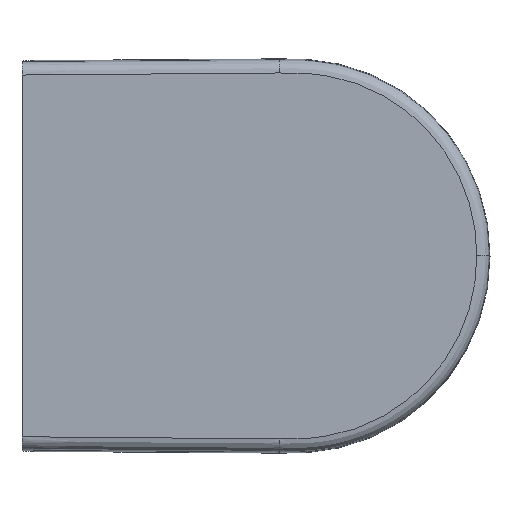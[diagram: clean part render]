
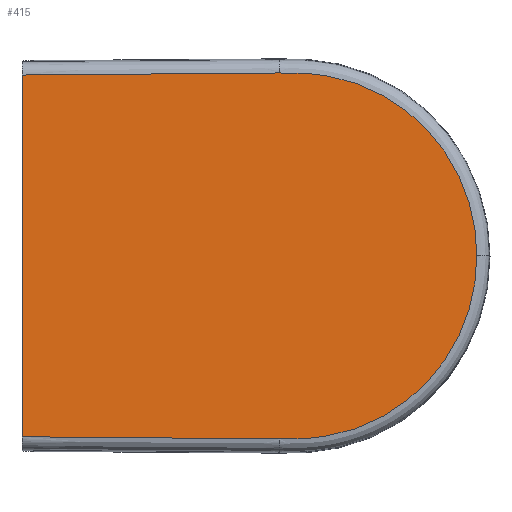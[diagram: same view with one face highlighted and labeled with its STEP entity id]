
A CAD part, top view. The second image highlights one B-rep face of the part: STEP entity #415.
In plain terms, the highlighted planar face has unit normal (0.049, 0, 0.999).
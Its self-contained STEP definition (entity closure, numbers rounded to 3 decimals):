
#415=ADVANCED_FACE('',(#727),#673,.F.);
#673=PLANE('',#4507);
#727=FACE_OUTER_BOUND('',#979,.T.);
#979=EDGE_LOOP('',(#1619,#1620,#1621,#1622,#1623));
#1249=LINE('',#5518,#1410);
#1410=VECTOR('',#4725,1.);
#1619=ORIENTED_EDGE('',*,*,#3423,.F.);
#1620=ORIENTED_EDGE('',*,*,#3433,.T.);
#1621=ORIENTED_EDGE('',*,*,#3434,.T.);
#1622=ORIENTED_EDGE('',*,*,#3435,.F.);
#1623=ORIENTED_EDGE('',*,*,#3436,.F.);
#2981=VERTEX_POINT('',#5517);
#2982=VERTEX_POINT('',#5519);
#2991=VERTEX_POINT('',#5562);
#2992=VERTEX_POINT('',#5589);
#2993=VERTEX_POINT('',#5616);
#3423=EDGE_CURVE('',#2981,#2982,#1249,.T.);
#3433=EDGE_CURVE('',#2981,#2991,#4109,.T.);
#3434=EDGE_CURVE('',#2991,#2992,#4110,.T.);
#3435=EDGE_CURVE('',#2993,#2992,#4111,.T.);
#3436=EDGE_CURVE('',#2982,#2993,#4112,.T.);
#4109=B_SPLINE_CURVE_WITH_KNOTS('',3,(#5549,#5550,#5551,#5552,#5553,#5554,
#5555,#5556,#5557,#5558,#5559,#5560,#5561),.UNSPECIFIED.,.F.,.F.,(4,3,3,
3,4),(0.,0.14,0.499,0.859,1.),
 .UNSPECIFIED.);
#4110=B_SPLINE_CURVE_WITH_KNOTS('',3,(#5563,#5564,#5565,#5566,#5567,#5568,
#5569,#5570,#5571,#5572,#5573,#5574,#5575,#5576,#5577,#5578,#5579,#5580,
#5581,#5582,#5583,#5584,#5585,#5586,#5587,#5588),.UNSPECIFIED.,.F.,.F.,
(4,2,2,2,2,2,2,2,2,2,2,2,4),(0.,0.062,0.125,0.25,0.313,0.375,
0.438,0.5,0.625,0.688,
0.75,0.875,1.),.UNSPECIFIED.);
#4111=B_SPLINE_CURVE_WITH_KNOTS('',3,(#5590,#5591,#5592,#5593,#5594,#5595,
#5596,#5597,#5598,#5599,#5600,#5601,#5602,#5603,#5604,#5605,#5606,#5607,
#5608,#5609,#5610,#5611,#5612,#5613,#5614,#5615),.UNSPECIFIED.,.F.,.F.,
(4,2,2,2,2,2,2,2,2,2,2,2,4),(0.,0.062,0.125,0.25,0.313,0.375,
0.438,0.5,0.625,0.688,
0.75,0.875,1.),.UNSPECIFIED.);
#4112=B_SPLINE_CURVE_WITH_KNOTS('',3,(#5617,#5618,#5619,#5620,#5621,#5622,
#5623,#5624,#5625,#5626,#5627,#5628,#5629),.UNSPECIFIED.,.F.,.F.,(4,3,3,
3,4),(0.,0.14,0.499,0.859,1.),
 .UNSPECIFIED.);
#4507=AXIS2_PLACEMENT_3D('',#5630,#4737,#4738);
#4725=DIRECTION('',(0.,1.,0.));
#4737=DIRECTION('',(-0.049,0.,-0.999));
#4738=DIRECTION('',(0.977,0.206,-0.047));
#5517=CARTESIAN_POINT('',(112.475,-165.528,89.972));
#5518=CARTESIAN_POINT('',(112.475,68.581,89.972));
#5519=CARTESIAN_POINT('',(112.475,165.528,89.972));
#5549=CARTESIAN_POINT('',(112.475,-165.528,89.972));
#5550=CARTESIAN_POINT('',(123.46,-165.606,89.439));
#5551=CARTESIAN_POINT('',(134.445,-165.685,88.905));
#5552=CARTESIAN_POINT('',(145.43,-165.765,88.372));
#5553=CARTESIAN_POINT('',(173.687,-165.969,86.999));
#5554=CARTESIAN_POINT('',(201.944,-166.181,85.627));
#5555=CARTESIAN_POINT('',(230.201,-166.406,84.255));
#5556=CARTESIAN_POINT('',(258.458,-166.63,82.882));
#5557=CARTESIAN_POINT('',(286.715,-166.846,81.51));
#5558=CARTESIAN_POINT('',(314.972,-167.113,80.137));
#5559=CARTESIAN_POINT('',(326.076,-167.218,79.598));
#5560=CARTESIAN_POINT('',(337.179,-167.35,79.059));
#5561=CARTESIAN_POINT('',(348.283,-167.435,78.52));
#5562=CARTESIAN_POINT('',(348.283,-167.435,78.52));
#5563=CARTESIAN_POINT('',(348.283,-167.435,78.52));
#5564=CARTESIAN_POINT('',(354.086,-167.358,78.238));
#5565=CARTESIAN_POINT('',(359.89,-167.344,77.956));
#5566=CARTESIAN_POINT('',(371.495,-167.128,77.392));
#5567=CARTESIAN_POINT('',(377.271,-166.807,77.112));
#5568=CARTESIAN_POINT('',(394.36,-164.753,76.282));
#5569=CARTESIAN_POINT('',(405.518,-162.205,75.74));
#5570=CARTESIAN_POINT('',(421.901,-156.622,74.944));
#5571=CARTESIAN_POINT('',(427.307,-154.451,74.682));
#5572=CARTESIAN_POINT('',(437.74,-149.605,74.175));
#5573=CARTESIAN_POINT('',(442.801,-146.921,73.929));
#5574=CARTESIAN_POINT('',(452.622,-141.047,73.452));
#5575=CARTESIAN_POINT('',(457.382,-137.857,73.221));
#5576=CARTESIAN_POINT('',(466.595,-130.962,72.773));
#5577=CARTESIAN_POINT('',(471.071,-127.233,72.556));
#5578=CARTESIAN_POINT('',(483.775,-115.462,71.939));
#5579=CARTESIAN_POINT('',(491.316,-106.822,71.573));
#5580=CARTESIAN_POINT('',(501.287,-92.717,71.088));
#5581=CARTESIAN_POINT('',(504.4,-87.793,70.937));
#5582=CARTESIAN_POINT('',(510.058,-77.727,70.662));
#5583=CARTESIAN_POINT('',(512.609,-72.582,70.539));
#5584=CARTESIAN_POINT('',(519.437,-56.817,70.207));
#5585=CARTESIAN_POINT('',(522.908,-45.843,70.038));
#5586=CARTESIAN_POINT('',(527.563,-23.107,69.812));
#5587=CARTESIAN_POINT('',(528.69,-11.613,69.758));
#5588=CARTESIAN_POINT('',(528.69,0.,69.757));
#5589=CARTESIAN_POINT('',(528.69,0.,69.757));
#5590=CARTESIAN_POINT('',(348.283,167.435,78.52));
#5591=CARTESIAN_POINT('',(354.086,167.358,78.238));
#5592=CARTESIAN_POINT('',(359.89,167.344,77.956));
#5593=CARTESIAN_POINT('',(371.495,167.128,77.392));
#5594=CARTESIAN_POINT('',(377.271,166.807,77.112));
#5595=CARTESIAN_POINT('',(394.36,164.753,76.282));
#5596=CARTESIAN_POINT('',(405.518,162.205,75.74));
#5597=CARTESIAN_POINT('',(421.901,156.622,74.944));
#5598=CARTESIAN_POINT('',(427.307,154.451,74.682));
#5599=CARTESIAN_POINT('',(437.74,149.605,74.175));
#5600=CARTESIAN_POINT('',(442.801,146.921,73.929));
#5601=CARTESIAN_POINT('',(452.622,141.047,73.452));
#5602=CARTESIAN_POINT('',(457.382,137.857,73.221));
#5603=CARTESIAN_POINT('',(466.595,130.962,72.773));
#5604=CARTESIAN_POINT('',(471.071,127.233,72.556));
#5605=CARTESIAN_POINT('',(483.775,115.462,71.939));
#5606=CARTESIAN_POINT('',(491.316,106.822,71.573));
#5607=CARTESIAN_POINT('',(501.287,92.717,71.088));
#5608=CARTESIAN_POINT('',(504.4,87.793,70.937));
#5609=CARTESIAN_POINT('',(510.058,77.727,70.662));
#5610=CARTESIAN_POINT('',(512.609,72.582,70.539));
#5611=CARTESIAN_POINT('',(519.437,56.817,70.207));
#5612=CARTESIAN_POINT('',(522.908,45.843,70.038));
#5613=CARTESIAN_POINT('',(527.563,23.107,69.812));
#5614=CARTESIAN_POINT('',(528.69,11.613,69.758));
#5615=CARTESIAN_POINT('',(528.69,0.,69.757));
#5616=CARTESIAN_POINT('',(348.283,167.435,78.52));
#5617=CARTESIAN_POINT('',(112.475,165.528,89.972));
#5618=CARTESIAN_POINT('',(123.46,165.606,89.439));
#5619=CARTESIAN_POINT('',(134.445,165.685,88.905));
#5620=CARTESIAN_POINT('',(145.43,165.765,88.372));
#5621=CARTESIAN_POINT('',(173.687,165.969,86.999));
#5622=CARTESIAN_POINT('',(201.944,166.181,85.627));
#5623=CARTESIAN_POINT('',(230.201,166.406,84.255));
#5624=CARTESIAN_POINT('',(258.458,166.63,82.882));
#5625=CARTESIAN_POINT('',(286.715,166.846,81.51));
#5626=CARTESIAN_POINT('',(314.972,167.113,80.137));
#5627=CARTESIAN_POINT('',(326.076,167.218,79.598));
#5628=CARTESIAN_POINT('',(337.179,167.35,79.059));
#5629=CARTESIAN_POINT('',(348.283,167.435,78.52));
#5630=CARTESIAN_POINT('',(334.87,68.581,79.171));
